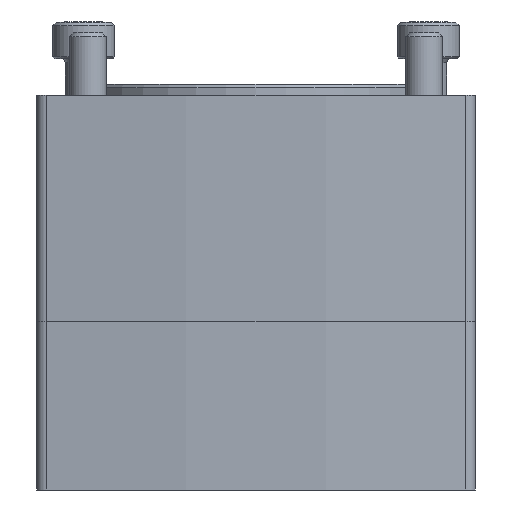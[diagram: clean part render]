
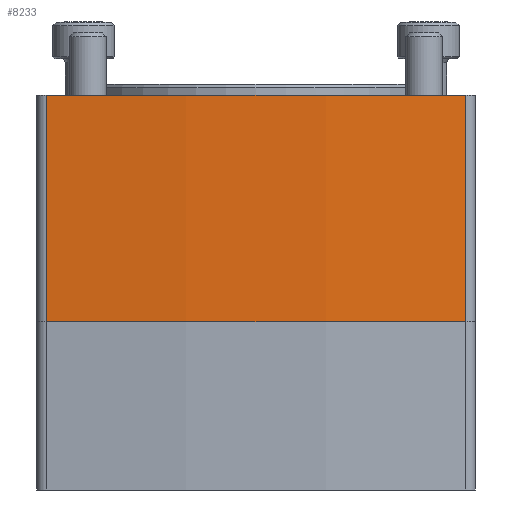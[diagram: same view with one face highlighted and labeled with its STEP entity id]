
A CAD part, front view. The second image highlights one B-rep face of the part: STEP entity #8233.
In plain terms, the highlighted cylindrical face has radius 210 mm (diameter 420 mm), a partial arc.
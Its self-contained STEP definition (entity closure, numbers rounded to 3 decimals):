
#293=CYLINDRICAL_SURFACE('',#8966,210.);
#618=LINE('',#12912,#1216);
#619=LINE('',#12918,#1217);
#1216=VECTOR('',#10263,1000.);
#1217=VECTOR('',#10270,1000.);
#1992=ORIENTED_EDGE('',*,*,#4253,.T.);
#1993=ORIENTED_EDGE('',*,*,#4252,.F.);
#1994=ORIENTED_EDGE('',*,*,#4254,.F.);
#1995=ORIENTED_EDGE('',*,*,#4255,.T.);
#4252=EDGE_CURVE('',#5390,#5389,#618,.T.);
#4253=EDGE_CURVE('',#5391,#5389,#6129,.T.);
#4254=EDGE_CURVE('',#5392,#5390,#6130,.T.);
#4255=EDGE_CURVE('',#5392,#5391,#619,.T.);
#5389=VERTEX_POINT('',#12909);
#5390=VERTEX_POINT('',#12911);
#5391=VERTEX_POINT('',#12915);
#5392=VERTEX_POINT('',#12917);
#6129=CIRCLE('',#8967,210.);
#6130=CIRCLE('',#8968,210.);
#6609=EDGE_LOOP('',(#1992,#1993,#1994,#1995));
#7303=FACE_BOUND('',#6609,.T.);
#8233=ADVANCED_FACE('',(#7303),#293,.T.);
#8966=AXIS2_PLACEMENT_3D('',#12913,#10264,#10265);
#8967=AXIS2_PLACEMENT_3D('',#12914,#10266,#10267);
#8968=AXIS2_PLACEMENT_3D('',#12916,#10268,#10269);
#10263=DIRECTION('',(0.,-1.,0.));
#10264=DIRECTION('',(0.,-1.,0.));
#10265=DIRECTION('',(0.,0.,-1.));
#10266=DIRECTION('',(0.,1.,0.));
#10267=DIRECTION('',(1.,0.,0.));
#10268=DIRECTION('',(0.,1.,0.));
#10269=DIRECTION('',(1.,0.,0.));
#10270=DIRECTION('',(0.,-1.,0.));
#12909=CARTESIAN_POINT('',(-28.705,0.,-159.529));
#12911=CARTESIAN_POINT('',(-28.705,31.,-159.529));
#12912=CARTESIAN_POINT('',(-28.705,31.,-159.529));
#12913=CARTESIAN_POINT('',(0.,31.,48.5));
#12914=CARTESIAN_POINT('',(0.,0.,48.5));
#12915=CARTESIAN_POINT('',(28.705,0.,-159.529));
#12916=CARTESIAN_POINT('',(0.,31.,48.5));
#12917=CARTESIAN_POINT('',(28.705,31.,-159.529));
#12918=CARTESIAN_POINT('',(28.705,31.,-159.529));
